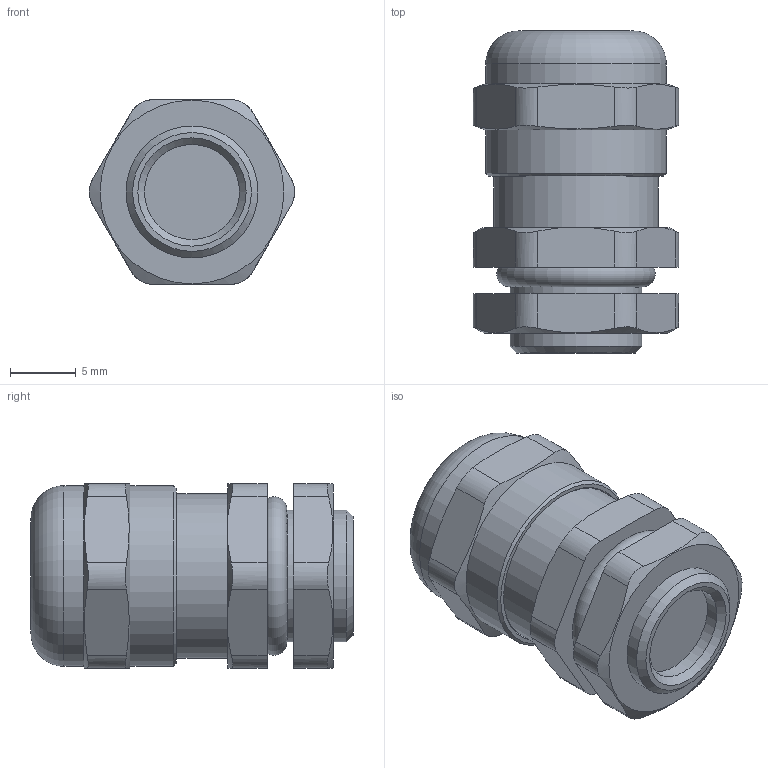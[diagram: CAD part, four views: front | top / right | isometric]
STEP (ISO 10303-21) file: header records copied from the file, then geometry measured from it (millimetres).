
FILE_DESCRIPTION(/* description */ (''),/* implementation_level */ '2;1');
FILE_NAME(/* name */ '',/* time_stamp */ '2025-03-28T14:36:53+07:00',/* author */ ('zeta-86'),/* organization */ (''),/* preprocessor_version */ 'ST-DEVELOPER v19.2',/* originating_system */ 'Autodesk Inventor 2024',/* authorisation */ '');
FILE_SCHEMA (('AUTOMOTIVE_DESIGN { 1 0 10303 214 3 1 1 }'));
Length unit declared in the file: millimetre
Products named in the file (1): Деталь1
Bounding box: 15.55 x 24.41 x 14 mm (x, y, z)
Volume: 3351.9 mm3; surface area: 1594.9 mm2
Topology: 1 solids, 1 shells, 68 faces, 172 edges, 113 vertices
Faces by surface type: plane 27, cylinder 25, cone 13, torus 3
Full cylindrical faces by diameter (mm): 7.2 x2, 10 x2, 12.5 x1, 13.7 x2
Entity records: 2353 total; most frequent: CARTESIAN_POINT 681, ORIENTED_EDGE 344, DIRECTION 300, EDGE_CURVE 172, AXIS2_PLACEMENT_3D 116, VERTEX_POINT 113, EDGE_LOOP 75, LINE 68
